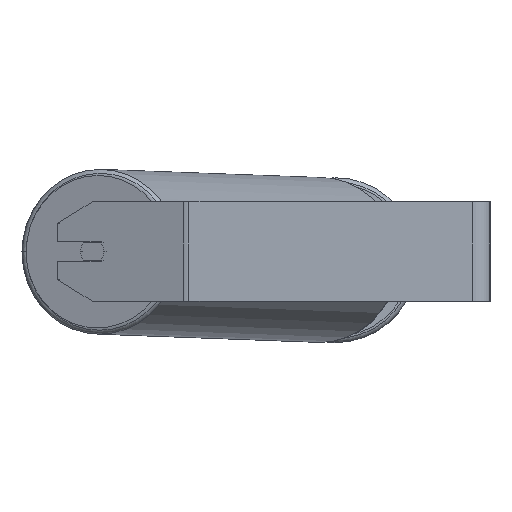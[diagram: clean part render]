
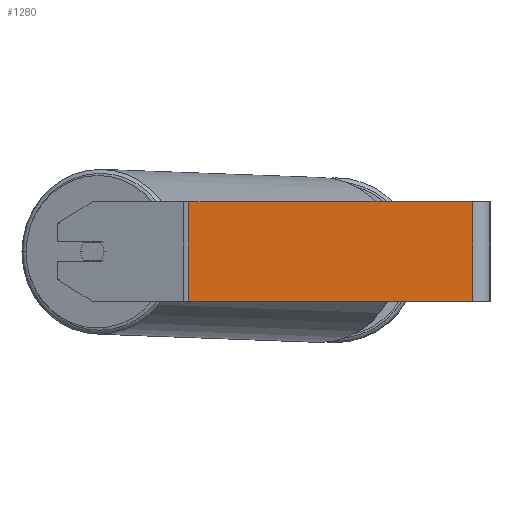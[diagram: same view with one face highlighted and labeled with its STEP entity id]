
A CAD part, left-side view. The second image highlights one B-rep face of the part: STEP entity #1280.
In plain terms, the highlighted planar face has unit normal (-1, 0, 0).
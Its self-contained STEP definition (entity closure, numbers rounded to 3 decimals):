
#228 = CARTESIAN_POINT ( 'NONE',  ( -840., 242.769, 40. ) ) ;
#313 = LINE ( 'NONE', #228, #6984 ) ;
#655 = VERTEX_POINT ( 'NONE', #4450 ) ;
#669 = PLANE ( 'NONE',  #3703 ) ;
#709 = LINE ( 'NONE', #6705, #4867 ) ;
#769 = CARTESIAN_POINT ( 'NONE',  ( -840., 14., 40. ) ) ;
#1280 = ADVANCED_FACE ( 'NONE', ( #7898 ), #669, .F. ) ;
#1353 = VERTEX_POINT ( 'NONE', #6889 ) ;
#1619 = CARTESIAN_POINT ( 'NONE',  ( -840., 242.769, 40. ) ) ;
#2009 = VERTEX_POINT ( 'NONE', #1619 ) ;
#2203 = CARTESIAN_POINT ( 'NONE',  ( -840., 14., 40. ) ) ;
#2279 = EDGE_CURVE ( 'NONE', #2859, #655, #5557, .T. ) ;
#2665 = ORIENTED_EDGE ( 'NONE', *, *, #2279, .F. ) ;
#2741 = DIRECTION ( 'NONE',  ( 0., -1., 0. ) ) ;
#2859 = VERTEX_POINT ( 'NONE', #769 ) ;
#3383 = DIRECTION ( 'NONE',  ( 0., -1., 0. ) ) ;
#3497 = EDGE_LOOP ( 'NONE', ( #5730, #2665, #5051, #3677 ) ) ;
#3561 = VECTOR ( 'NONE', #2741, 1000. ) ;
#3677 = ORIENTED_EDGE ( 'NONE', *, *, #5995, .T. ) ;
#3703 = AXIS2_PLACEMENT_3D ( 'NONE', #7364, #5475, #8217 ) ;
#4050 = EDGE_CURVE ( 'NONE', #2009, #2859, #6795, .T. ) ;
#4197 = CARTESIAN_POINT ( 'NONE',  ( -840., 245.238, 40. ) ) ;
#4450 = CARTESIAN_POINT ( 'NONE',  ( -840., 14., -40. ) ) ;
#4654 = VECTOR ( 'NONE', #4887, 1000. ) ;
#4867 = VECTOR ( 'NONE', #3383, 1000. ) ;
#4887 = DIRECTION ( 'NONE',  ( 0., 0., -1. ) ) ;
#5051 = ORIENTED_EDGE ( 'NONE', *, *, #4050, .F. ) ;
#5475 = DIRECTION ( 'NONE',  ( 1., 0., 0. ) ) ;
#5557 = LINE ( 'NONE', #2203, #4654 ) ;
#5730 = ORIENTED_EDGE ( 'NONE', *, *, #6329, .T. ) ;
#5995 = EDGE_CURVE ( 'NONE', #2009, #1353, #313, .T. ) ;
#6329 = EDGE_CURVE ( 'NONE', #1353, #655, #709, .T. ) ;
#6353 = DIRECTION ( 'NONE',  ( 0., 0., -1. ) ) ;
#6705 = CARTESIAN_POINT ( 'NONE',  ( -840., 245.238, -40. ) ) ;
#6795 = LINE ( 'NONE', #4197, #3561 ) ;
#6889 = CARTESIAN_POINT ( 'NONE',  ( -840., 242.769, -40. ) ) ;
#6984 = VECTOR ( 'NONE', #6353, 1000. ) ;
#7364 = CARTESIAN_POINT ( 'NONE',  ( -840., 245.238, 40. ) ) ;
#7898 = FACE_OUTER_BOUND ( 'NONE', #3497, .T. ) ;
#8217 = DIRECTION ( 'NONE',  ( 0., 0., -1. ) ) ;
